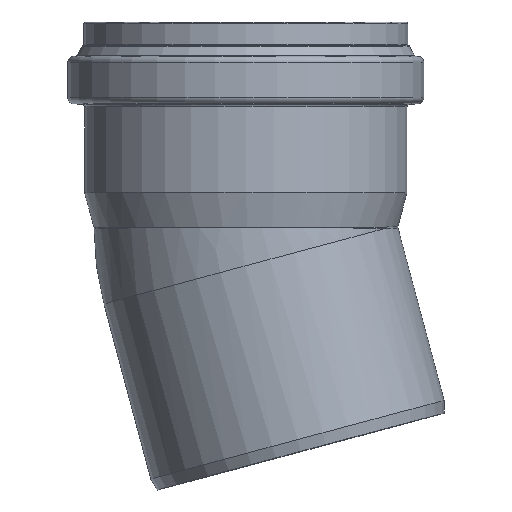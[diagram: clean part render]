
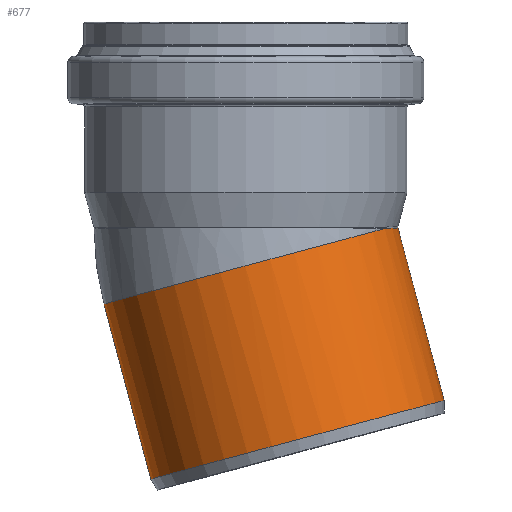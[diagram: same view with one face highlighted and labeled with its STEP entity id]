
A CAD part, top view. The second image highlights one B-rep face of the part: STEP entity #677.
In plain terms, the highlighted cylindrical face has radius 100.15 mm (diameter 200.3 mm), a full revolution.
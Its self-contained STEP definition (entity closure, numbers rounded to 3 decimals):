
#37=CYLINDRICAL_SURFACE('',#743,100.15);
#48=LINE('',#1455,#69);
#69=VECTOR('',#875,100.15);
#103=FACE_OUTER_BOUND('',#145,.T.);
#145=EDGE_LOOP('',(#470,#471,#472,#473,#474,#475));
#191=B_SPLINE_CURVE_WITH_KNOTS('',3,(#1442,#1443,#1444,#1445,#1446),
 .UNSPECIFIED.,.F.,.F.,(4,1,4),(-27.616,-25.182,-23.356),
 .UNSPECIFIED.);
#192=B_SPLINE_CURVE_WITH_KNOTS('',3,(#1447,#1448,#1449,#1450,#1451),
 .UNSPECIFIED.,.F.,.F.,(4,1,4),(-23.356,-22.748,-19.097),
 .UNSPECIFIED.);
#196=CIRCLE('',#744,100.15);
#197=CIRCLE('',#745,100.15);
#276=VERTEX_POINT('',#1307);
#277=VERTEX_POINT('',#1309);
#281=VERTEX_POINT('',#1441);
#282=VERTEX_POINT('',#1453);
#353=EDGE_CURVE('',#277,#281,#191,.T.);
#354=EDGE_CURVE('',#281,#276,#192,.T.);
#355=EDGE_CURVE('',#282,#282,#196,.T.);
#356=EDGE_CURVE('',#282,#281,#48,.T.);
#357=EDGE_CURVE('',#277,#276,#197,.T.);
#470=ORIENTED_EDGE('',*,*,#355,.F.);
#471=ORIENTED_EDGE('',*,*,#356,.T.);
#472=ORIENTED_EDGE('',*,*,#353,.F.);
#473=ORIENTED_EDGE('',*,*,#357,.T.);
#474=ORIENTED_EDGE('',*,*,#354,.F.);
#475=ORIENTED_EDGE('',*,*,#356,.F.);
#677=ADVANCED_FACE('',(#103),#37,.T.);
#743=AXIS2_PLACEMENT_3D('',#1452,#871,#872);
#744=AXIS2_PLACEMENT_3D('',#1454,#873,#874);
#745=AXIS2_PLACEMENT_3D('',#1456,#876,#877);
#871=DIRECTION('center_axis',(0.259,-0.966,0.));
#872=DIRECTION('ref_axis',(-0.966,-0.259,0.));
#873=DIRECTION('center_axis',(0.259,-0.966,0.));
#874=DIRECTION('ref_axis',(0.966,0.259,0.));
#875=DIRECTION('',(-0.259,0.966,0.));
#876=DIRECTION('center_axis',(0.259,-0.966,0.));
#877=DIRECTION('ref_axis',(0.,0.,-1.));
#1307=CARTESIAN_POINT('',(91.669,11.751,-40.52));
#1309=CARTESIAN_POINT('',(91.669,11.751,40.52));
#1441=CARTESIAN_POINT('',(100.393,12.285,0.));
#1442=CARTESIAN_POINT('Ctrl Pts',(91.669,11.751,40.52));
#1443=CARTESIAN_POINT('Ctrl Pts',(94.939,11.941,33.27));
#1444=CARTESIAN_POINT('Ctrl Pts',(99.121,12.202,19.888));
#1445=CARTESIAN_POINT('Ctrl Pts',(100.392,12.285,5.966));
#1446=CARTESIAN_POINT('Ctrl Pts',(100.393,12.285,0.));
#1447=CARTESIAN_POINT('Ctrl Pts',(100.393,12.285,0.));
#1448=CARTESIAN_POINT('Ctrl Pts',(100.393,12.285,-1.989));
#1449=CARTESIAN_POINT('Ctrl Pts',(99.972,12.258,-15.91));
#1450=CARTESIAN_POINT('Ctrl Pts',(96.574,12.036,-29.645));
#1451=CARTESIAN_POINT('Ctrl Pts',(91.669,11.751,-40.52));
#1452=CARTESIAN_POINT('Origin',(18.7,-69.788,0.));
#1453=CARTESIAN_POINT('',(130.902,-101.581,0.));
#1454=CARTESIAN_POINT('Origin',(34.164,-127.502,0.));
#1455=CARTESIAN_POINT('',(115.437,-43.867,0.));
#1456=CARTESIAN_POINT('Origin',(3.203,-11.954,0.));
